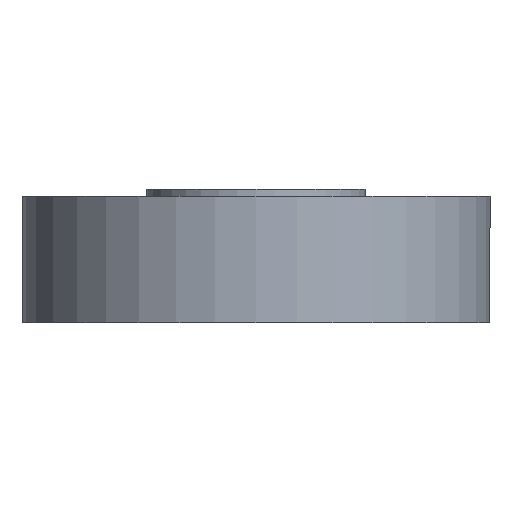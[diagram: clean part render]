
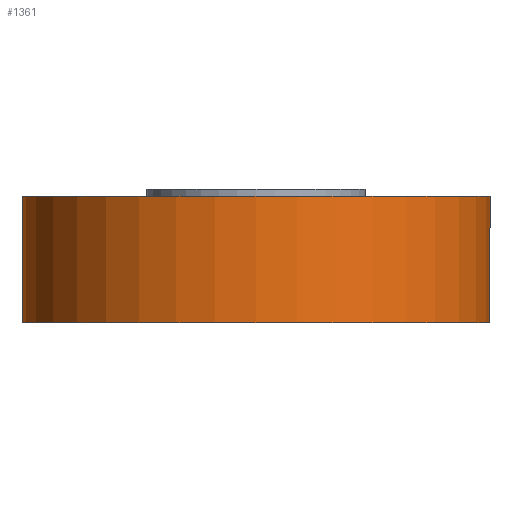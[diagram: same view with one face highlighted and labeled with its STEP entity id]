
A CAD part, left-side view. The second image highlights one B-rep face of the part: STEP entity #1361.
In plain terms, the highlighted cylindrical face has radius 12.446 mm (diameter 24.892 mm), a full revolution.
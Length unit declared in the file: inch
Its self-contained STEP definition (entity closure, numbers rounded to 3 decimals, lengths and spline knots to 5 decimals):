
#897=CARTESIAN_POINT('',(12.73925,0.,0.19536));
#898=VERTEX_POINT('',#897);
#1266=CARTESIAN_POINT('',(12.73925,0.,0.18786));
#1267=VERTEX_POINT('',#1266);
#1268=CARTESIAN_POINT('',(12.24925,0.,0.18786));
#1269=DIRECTION('',(0.0,0.0,-1.0));
#1270=DIRECTION('',(1.0,0.0,0.0));
#1271=AXIS2_PLACEMENT_3D('',#1268,#1269,#1270);
#1272=CIRCLE('',#1271,0.49);
#1273=EDGE_CURVE('',#1267,#1267,#1272,.T.);
#1281=CARTESIAN_POINT('',(12.24925,0.,0.32036));
#1282=DIRECTION('',(0.0,0.0,-1.0));
#1283=DIRECTION('',(1.0,0.0,0.0));
#1284=AXIS2_PLACEMENT_3D('',#1281,#1282,#1283);
#1285=CYLINDRICAL_SURFACE('',#1284,0.49);
#1286=ORIENTED_EDGE('',*,*,#1273,.F.);
#1287=EDGE_LOOP('',(#1286));
#1288=FACE_OUTER_BOUND('',#1287,.T.);
#1289=CARTESIAN_POINT('',(12.73925,0.,0.22536));
#1290=VERTEX_POINT('',#1289);
#1291=CARTESIAN_POINT('',(12.73925,0.,0.35036));
#1292=VERTEX_POINT('',#1291);
#1293=CARTESIAN_POINT('',(12.73925,0.,0.22536));
#1294=CARTESIAN_POINT('',(12.73925,-0.00786,0.22536));
#1295=CARTESIAN_POINT('',(12.73904,-0.01623,0.22693));
#1296=CARTESIAN_POINT('',(12.73829,-0.03163,0.23331));
#1297=CARTESIAN_POINT('',(12.73776,-0.03865,0.23812));
#1298=CARTESIAN_POINT('',(12.73675,-0.04974,0.24921));
#1299=CARTESIAN_POINT('',(12.73622,-0.05455,0.25623));
#1300=CARTESIAN_POINT('',(12.73546,-0.06093,0.27163));
#1301=CARTESIAN_POINT('',(12.73525,-0.0625,0.28));
#1302=CARTESIAN_POINT('',(12.73525,-0.0625,0.29572));
#1303=CARTESIAN_POINT('',(12.73546,-0.06093,0.30409));
#1304=CARTESIAN_POINT('',(12.73622,-0.05455,0.31949));
#1305=CARTESIAN_POINT('',(12.73675,-0.04974,0.32651));
#1306=CARTESIAN_POINT('',(12.73776,-0.03865,0.3376));
#1307=CARTESIAN_POINT('',(12.73829,-0.03163,0.34241));
#1308=CARTESIAN_POINT('',(12.73904,-0.01623,0.34879));
#1309=CARTESIAN_POINT('',(12.73925,-0.00786,0.35036));
#1310=CARTESIAN_POINT('',(12.73925,0.,0.35036));
#1311=B_SPLINE_CURVE_WITH_KNOTS('',3,(#1293,#1294,#1295,#1296,#1297,#1298,#1299,#1300,#1301,#1302,#1303,#1304,#1305,#1306,#1307,#1308,#1309,#1310),.UNSPECIFIED.,.F.,.U.,(4,2,2,2,2,2,2,2,4),(0.09428,0.11785,0.14142,0.16499,0.18856,0.21213,0.23571,0.25928,0.28285),.UNSPECIFIED.);
#1312=EDGE_CURVE('',#1290,#1292,#1311,.T.);
#1313=ORIENTED_EDGE('',*,*,#1312,.T.);
#1314=CARTESIAN_POINT('',(12.73925,0.,0.35036));
#1315=CARTESIAN_POINT('',(12.73925,0.00786,0.35036));
#1316=CARTESIAN_POINT('',(12.73904,0.01623,0.34879));
#1317=CARTESIAN_POINT('',(12.73829,0.03163,0.34241));
#1318=CARTESIAN_POINT('',(12.73776,0.03865,0.3376));
#1319=CARTESIAN_POINT('',(12.73675,0.04974,0.32651));
#1320=CARTESIAN_POINT('',(12.73622,0.05455,0.31949));
#1321=CARTESIAN_POINT('',(12.73546,0.06093,0.30409));
#1322=CARTESIAN_POINT('',(12.73525,0.0625,0.29572));
#1323=CARTESIAN_POINT('',(12.73525,0.0625,0.28786));
#1324=CARTESIAN_POINT('',(12.73525,0.0625,0.28));
#1325=CARTESIAN_POINT('',(12.73546,0.06093,0.27163));
#1326=CARTESIAN_POINT('',(12.73622,0.05455,0.25623));
#1327=CARTESIAN_POINT('',(12.73675,0.04974,0.24921));
#1328=CARTESIAN_POINT('',(12.73776,0.03865,0.23812));
#1329=CARTESIAN_POINT('',(12.73829,0.03163,0.23331));
#1330=CARTESIAN_POINT('',(12.73904,0.01623,0.22693));
#1331=CARTESIAN_POINT('',(12.73925,0.00786,0.22536));
#1332=CARTESIAN_POINT('',(12.73925,0.,0.22536));
#1333=B_SPLINE_CURVE_WITH_KNOTS('',3,(#1314,#1315,#1316,#1317,#1318,#1319,#1320,#1321,#1322,#1323,#1324,#1325,#1326,#1327,#1328,#1329,#1330,#1331,#1332),.UNSPECIFIED.,.F.,.U.,(4,2,2,2,3,2,2,2,4),(0.28285,0.30642,0.32999,0.35356,0.37713,0.4007,0.42427,0.44784,0.47141),.UNSPECIFIED.);
#1334=EDGE_CURVE('',#1292,#1290,#1333,.T.);
#1335=ORIENTED_EDGE('',*,*,#1334,.T.);
#1336=CARTESIAN_POINT('',(12.73925,0.,0.22536));
#1337=DIRECTION('',(0.0,0.0,-1.0));
#1338=VECTOR('',#1337,0.03);
#1339=LINE('',#1336,#1338);
#1340=EDGE_CURVE('',#1290,#898,#1339,.T.);
#1341=ORIENTED_EDGE('',*,*,#1340,.T.);
#1342=CARTESIAN_POINT('',(12.73925,0.,0.22536));
#1343=DIRECTION('',(0.0,0.0,-1.0));
#1344=VECTOR('',#1343,0.03);
#1345=LINE('',#1342,#1344);
#1346=EDGE_CURVE('',#1290,#898,#1345,.T.);
#1347=ORIENTED_EDGE('',*,*,#1346,.F.);
#1348=EDGE_LOOP('',(#1313,#1335,#1341,#1347));
#1349=FACE_BOUND('',#1348,.T.);
#1350=CARTESIAN_POINT('',(12.73925,0.,0.45286));
#1351=VERTEX_POINT('',#1350);
#1352=CARTESIAN_POINT('',(12.24925,0.,0.45286));
#1353=DIRECTION('',(0.0,0.0,-1.0));
#1354=DIRECTION('',(1.0,0.0,0.0));
#1355=AXIS2_PLACEMENT_3D('',#1352,#1353,#1354);
#1356=CIRCLE('',#1355,0.49);
#1357=EDGE_CURVE('',#1351,#1351,#1356,.T.);
#1358=ORIENTED_EDGE('',*,*,#1357,.T.);
#1359=EDGE_LOOP('',(#1358));
#1360=FACE_BOUND('',#1359,.T.);
#1361=ADVANCED_FACE('',(#1288,#1349,#1360),#1285,.T.);
